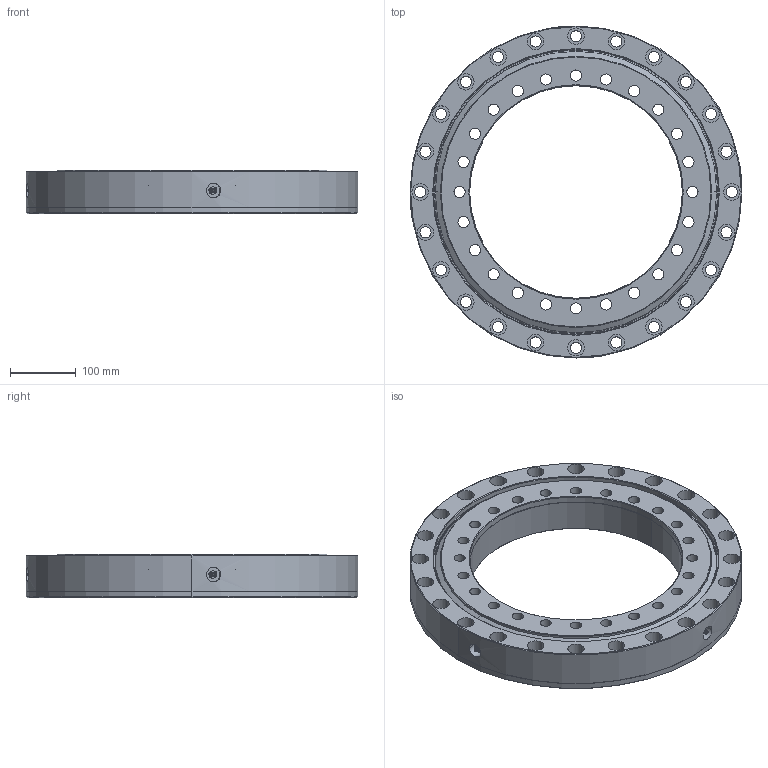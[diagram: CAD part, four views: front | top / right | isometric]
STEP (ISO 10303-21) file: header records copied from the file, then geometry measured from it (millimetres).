
FILE_DESCRIPTION (( 'STEP AP214' ), '1' );
FILE_NAME ('SD.505.25.15.D.6.STEP', '2016-06-20T10:50:10', ( '' ), ( '' ), 'SwSTEP 2.0', 'SolidWorks 2015', '' );
FILE_SCHEMA (( 'AUTOMOTIVE_DESIGN' ));
Length unit declared in the file: millimetre
Products named in the file (7): SD.505.25.15.D.6 - OR Seal; Grease nipple M10x1mm; SD.505.25.15.D.6 - IR Seal; Ball D25; SD.505.25.15.D.6 - OR; SD.505.25.15.D.6 - IR; SD.505.25.15.D.6
Assembly tree (63 placements, depth 2):
  SD.505.25.15.D.6
    SD.505.25.15.D.6 - IR
    SD.505.25.15.D.6 - OR
    Ball D25  x55
    SD.505.25.15.D.6 - IR Seal
    Grease nipple M10x1mm  x4
    SD.505.25.15.D.6 - OR Seal
Bounding box: 506 x 506 x 66 mm (x, y, z)
Volume: 6032907 mm3; surface area: 998758.8 mm2
Topology: 63 solids, 63 shells, 625 faces, 1552 edges, 1009 vertices
Faces by surface type: cylinder 264, plane 110, sphere 110, cone 96, torus 45
Entity records: 13538 total; most frequent: CARTESIAN_POINT 2768, DIRECTION 2456, ORIENTED_EDGE 1906, AXIS2_PLACEMENT_3D 1078, EDGE_CURVE 953, VERTEX_POINT 610, CIRCLE 597, EDGE_LOOP 589
